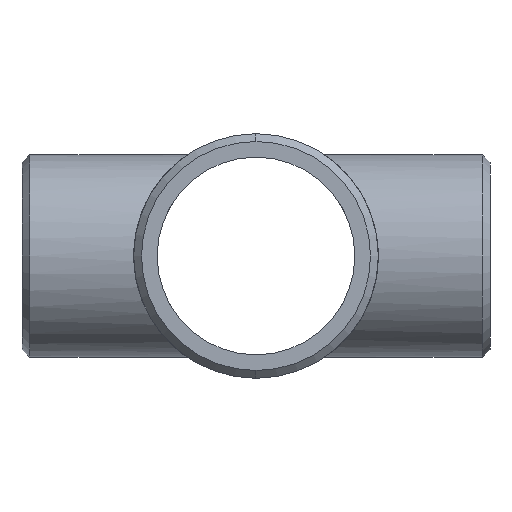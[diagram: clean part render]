
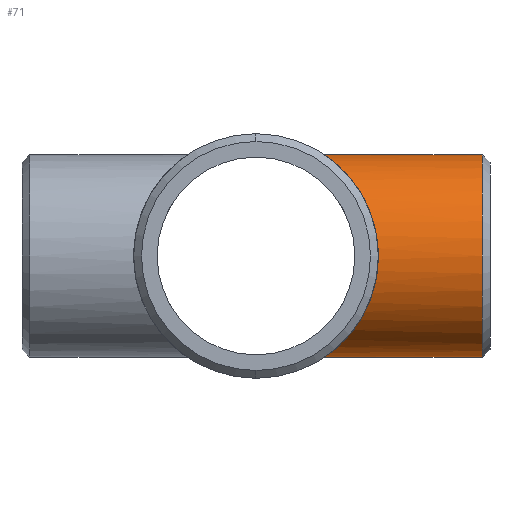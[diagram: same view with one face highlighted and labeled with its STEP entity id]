
A CAD part, left-side view. The second image highlights one B-rep face of the part: STEP entity #71.
In plain terms, the highlighted cylindrical face has radius 30.226 mm (diameter 60.452 mm), a partial arc.
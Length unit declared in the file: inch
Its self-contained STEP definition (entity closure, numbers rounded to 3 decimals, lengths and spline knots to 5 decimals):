
#1 = CARTESIAN_POINT ( 'NONE',  ( -0.28349, -0.85398, 1.15643 ) ) ;
#8 = CARTESIAN_POINT ( 'NONE',  ( -0.14408, -0.81894, 1.18142 ) ) ;
#15 = AXIS2_PLACEMENT_3D ( 'NONE', #851, #836, #566 ) ;
#19 = CARTESIAN_POINT ( 'NONE',  ( -0.77794, -1.12029, 0.90125 ) ) ;
#25 = CARTESIAN_POINT ( 'NONE',  ( -1.16796, -1.41931, 0.22888 ) ) ;
#30 = CARTESIAN_POINT ( 'NONE',  ( -1.15633, -1.40974, -0.28405 ) ) ;
#34 = VECTOR ( 'NONE', #142, 39.37008 ) ;
#39 = CARTESIAN_POINT ( 'NONE',  ( 0., -2.75, 1.19 ) ) ;
#71 = ADVANCED_FACE ( 'NONE', ( #1034 ), #1131, .T. ) ;
#77 = CARTESIAN_POINT ( 'NONE',  ( -0.60153, -1.00493, -1.02944 ) ) ;
#82 = CARTESIAN_POINT ( 'NONE',  ( -0.39737, -0.89837, -1.12237 ) ) ;
#87 = CARTESIAN_POINT ( 'NONE',  ( -0.93285, -1.23307, -0.73909 ) ) ;
#105 = CARTESIAN_POINT ( 'NONE',  ( -0.88495, -1.1967, 0.79902 ) ) ;
#111 = CARTESIAN_POINT ( 'NONE',  ( -1.14641, -1.4016, 0.32958 ) ) ;
#119 = CARTESIAN_POINT ( 'NONE',  ( -0.39495, -0.8978, 1.12271 ) ) ;
#130 = CARTESIAN_POINT ( 'NONE',  ( 0., -2.658, 1.19 ) ) ;
#134 = CARTESIAN_POINT ( 'NONE',  ( -1.18764, -1.43555, 0.08549 ) ) ;
#138 = DIRECTION ( 'NONE',  ( 0., 0., -1. ) ) ;
#142 = DIRECTION ( 'NONE',  ( 0., 1., 0. ) ) ;
#157 = AXIS2_PLACEMENT_3D ( 'NONE', #231, #999, #138 ) ;
#167 = CARTESIAN_POINT ( 'NONE',  ( -0.43306, -0.91485, -1.10904 ) ) ;
#202 = CARTESIAN_POINT ( 'NONE',  ( -0.37674, -0.88992, 1.12896 ) ) ;
#209 = CARTESIAN_POINT ( 'NONE',  ( -1.07369, -1.34277, 0.51464 ) ) ;
#224 = CARTESIAN_POINT ( 'NONE',  ( 0., -2.75, -1.19 ) ) ;
#228 = CARTESIAN_POINT ( 'NONE',  ( -1.10707, -1.36961, -0.43826 ) ) ;
#231 = CARTESIAN_POINT ( 'NONE',  ( 0., -2.658, 0. ) ) ;
#264 = CARTESIAN_POINT ( 'NONE',  ( -0.95586, -1.25057, -0.70907 ) ) ;
#274 = CARTESIAN_POINT ( 'NONE',  ( -0.78109, -1.12208, -0.90078 ) ) ;
#297 = ORIENTED_EDGE ( 'NONE', *, *, #520, .T. ) ;
#305 = CARTESIAN_POINT ( 'NONE',  ( -1.17833, -1.42785, 0.16753 ) ) ;
#311 = CARTESIAN_POINT ( 'NONE',  ( -1.17179, -1.42246, 0.20842 ) ) ;
#312 = VERTEX_POINT ( 'NONE', #397 ) ;
#313 = LINE ( 'NONE', #224, #948 ) ;
#353 = CARTESIAN_POINT ( 'NONE',  ( -0.2651, -0.84866, -1.16027 ) ) ;
#397 = CARTESIAN_POINT ( 'NONE',  ( 0., -2.658, -1.19 ) ) ;
#405 = CARTESIAN_POINT ( 'NONE',  ( -0.63073, -1.02351, 1.00976 ) ) ;
#411 = CARTESIAN_POINT ( 'NONE',  ( -0.43093, -0.91419, 1.1094 ) ) ;
#417 = CARTESIAN_POINT ( 'NONE',  ( -1.12137, -1.3812, -0.40034 ) ) ;
#449 = CARTESIAN_POINT ( 'NONE',  ( -0.92107, -1.22418, -0.75371 ) ) ;
#454 = EDGE_LOOP ( 'NONE', ( #297, #1170, #549, #809 ) ) ;
#468 = CARTESIAN_POINT ( 'NONE',  ( -0.04208, -0.80724, -1.18944 ) ) ;
#475 = CARTESIAN_POINT ( 'NONE',  ( -0.2064, -0.83157, -1.17265 ) ) ;
#481 = CARTESIAN_POINT ( 'NONE',  ( 0., -0.80642, 1.19 ) ) ;
#487 = CARTESIAN_POINT ( 'NONE',  ( -1.01791, -1.29858, 0.61763 ) ) ;
#511 = CARTESIAN_POINT ( 'NONE',  ( -0.93292, -1.23284, 0.74258 ) ) ;
#516 = CARTESIAN_POINT ( 'NONE',  ( -1.18805, -1.43589, -0.07991 ) ) ;
#520 = EDGE_CURVE ( 'NONE', #312, #753, #923, .T. ) ;
#549 = ORIENTED_EDGE ( 'NONE', *, *, #1147, .T. ) ;
#564 = CARTESIAN_POINT ( 'NONE',  ( -0.72446, -1.083, -0.94696 ) ) ;
#566 = DIRECTION ( 'NONE',  ( 0., 0., -1. ) ) ;
#583 = CARTESIAN_POINT ( 'NONE',  ( -0.50102, -0.9489, 1.08005 ) ) ;
#602 = CARTESIAN_POINT ( 'NONE',  ( -0.32137, -0.86744, 1.14644 ) ) ;
#609 = CARTESIAN_POINT ( 'NONE',  ( -1.1901, -1.43758, -0.03839 ) ) ;
#640 = CARTESIAN_POINT ( 'NONE',  ( -0.28444, -0.85492, -1.15568 ) ) ;
#643 = VERTEX_POINT ( 'NONE', #1056 ) ;
#645 = CARTESIAN_POINT ( 'NONE',  ( -0.02104, -0.80642, -1.19 ) ) ;
#648 = VERTEX_POINT ( 'NONE', #1110 ) ;
#650 = CARTESIAN_POINT ( 'NONE',  ( -0.85976, -1.17863, -0.82357 ) ) ;
#675 = CARTESIAN_POINT ( 'NONE',  ( -0.0826, -0.80962, 1.18784 ) ) ;
#683 = CARTESIAN_POINT ( 'NONE',  ( -0.69148, -1.06203, 0.96917 ) ) ;
#699 = DIRECTION ( 'NONE',  ( 0., 1., 0. ) ) ;
#703 = CARTESIAN_POINT ( 'NONE',  ( -1.1795, -1.42882, -0.16318 ) ) ;
#736 = B_SPLINE_CURVE_WITH_KNOTS ( 'NONE', 3,
 ( #481, #1069, #675, #8, #866, #1255, #772, #1, #602, #202, #119, #411, #990, #583, #891, #801, #405, #683, #1061, #19, #968, #105, #511, #881, #487, #1176, #209, #975, #111, #25, #311, #305, #904, #134, #996, #609, #516, #703, #1090, #30, #808, #417, #228, #957, #1026, #1231, #264, #87, #449, #839, #650, #274, #564, #77, #1043, #167, #82, #1236, #1224, #640, #353, #475, #1037, #861, #766, #468, #645, #744 ),
 .UNSPECIFIED., .F., .F.,
 ( 4, 2, 2, 2, 2, 2, 2, 2, 2, 2, 2, 2, 2, 2, 2, 2, 2, 2, 2, 2, 2, 2, 2, 2, 2, 2, 2, 2, 2, 2, 2, 2, 2, 4 ),
 ( 0.10093, 0.10408, 0.10566, 0.10724, 0.11039, 0.11197, 0.11354, 0.1167, 0.11985, 0.123, 0.12615, 0.13246, 0.13561, 0.13877, 0.14507, 0.14665, 0.14822, 0.15138, 0.15453, 0.15768, 0.16084, 0.16399, 0.17029, 0.17187, 0.17345, 0.1766, 0.1829, 0.18921, 0.19236, 0.19394, 0.19552, 0.19867, 0.20025, 0.20182 ),
 .UNSPECIFIED. ) ;
#741 = EDGE_CURVE ( 'NONE', #312, #648, #313, .T. ) ;
#744 = CARTESIAN_POINT ( 'NONE',  ( 0., -0.80642, -1.19 ) ) ;
#753 = VERTEX_POINT ( 'NONE', #130 ) ;
#766 = CARTESIAN_POINT ( 'NONE',  ( -0.08398, -0.81051, -1.18722 ) ) ;
#772 = CARTESIAN_POINT ( 'NONE',  ( -0.22486, -0.83697, 1.16873 ) ) ;
#799 = EDGE_CURVE ( 'NONE', #753, #643, #905, .T. ) ;
#801 = CARTESIAN_POINT ( 'NONE',  ( -0.5994, -1.00443, 1.02868 ) ) ;
#808 = CARTESIAN_POINT ( 'NONE',  ( -1.14595, -1.40124, -0.3233 ) ) ;
#809 = ORIENTED_EDGE ( 'NONE', *, *, #741, .F. ) ;
#836 = DIRECTION ( 'NONE',  ( 0., 1., 0. ) ) ;
#839 = CARTESIAN_POINT ( 'NONE',  ( -0.88492, -1.19714, -0.7965 ) ) ;
#851 = CARTESIAN_POINT ( 'NONE',  ( 0., -2.75, 0. ) ) ;
#861 = CARTESIAN_POINT ( 'NONE',  ( -0.10484, -0.81295, -1.18555 ) ) ;
#866 = CARTESIAN_POINT ( 'NONE',  ( -0.16462, -0.82281, 1.17874 ) ) ;
#881 = CARTESIAN_POINT ( 'NONE',  ( -0.99758, -1.28269, 0.64988 ) ) ;
#891 = CARTESIAN_POINT ( 'NONE',  ( -0.53454, -0.96713, 1.06383 ) ) ;
#904 = CARTESIAN_POINT ( 'NONE',  ( -1.18106, -1.43011, 0.14705 ) ) ;
#905 = LINE ( 'NONE', #39, #34 ) ;
#923 = CIRCLE ( 'NONE', #157, 1.19 ) ;
#948 = VECTOR ( 'NONE', #699, 39.37008 ) ;
#957 = CARTESIAN_POINT ( 'NONE',  ( -1.05959, -1.33142, -0.54743 ) ) ;
#968 = CARTESIAN_POINT ( 'NONE',  ( -0.80567, -1.13977, 0.87656 ) ) ;
#975 = CARTESIAN_POINT ( 'NONE',  ( -1.12146, -1.38117, 0.40584 ) ) ;
#990 = CARTESIAN_POINT ( 'NONE',  ( -0.44873, -0.92274, 1.10231 ) ) ;
#996 = CARTESIAN_POINT ( 'NONE',  ( -1.18989, -1.43741, 0.0443 ) ) ;
#999 = DIRECTION ( 'NONE',  ( 0., 1., 0. ) ) ;
#1026 = CARTESIAN_POINT ( 'NONE',  ( -1.02168, -1.30129, -0.61494 ) ) ;
#1034 = FACE_OUTER_BOUND ( 'NONE', #454, .T. ) ;
#1037 = CARTESIAN_POINT ( 'NONE',  ( -0.16641, -0.82241, -1.17903 ) ) ;
#1043 = CARTESIAN_POINT ( 'NONE',  ( -0.53678, -0.96688, -1.06472 ) ) ;
#1056 = CARTESIAN_POINT ( 'NONE',  ( 0., -0.80642, 1.19 ) ) ;
#1061 = CARTESIAN_POINT ( 'NONE',  ( -0.7209, -1.08146, 0.9475 ) ) ;
#1069 = CARTESIAN_POINT ( 'NONE',  ( -0.04141, -0.80642, 1.19 ) ) ;
#1090 = CARTESIAN_POINT ( 'NONE',  ( -1.1731, -1.42353, -0.20399 ) ) ;
#1110 = CARTESIAN_POINT ( 'NONE',  ( 0., -0.80642, -1.19 ) ) ;
#1131 = CYLINDRICAL_SURFACE ( 'NONE', #15, 1.19 ) ;
#1147 = EDGE_CURVE ( 'NONE', #643, #648, #736, .T. ) ;
#1170 = ORIENTED_EDGE ( 'NONE', *, *, #799, .T. ) ;
#1176 = CARTESIAN_POINT ( 'NONE',  ( -1.05593, -1.32859, 0.55011 ) ) ;
#1224 = CARTESIAN_POINT ( 'NONE',  ( -0.32274, -0.86842, -1.14557 ) ) ;
#1231 = CARTESIAN_POINT ( 'NONE',  ( -0.96712, -1.2592, -0.69365 ) ) ;
#1236 = CARTESIAN_POINT ( 'NONE',  ( -0.34171, -0.87566, -1.14005 ) ) ;
#1255 = CARTESIAN_POINT ( 'NONE',  ( -0.20501, -0.83183, 1.17239 ) ) ;
